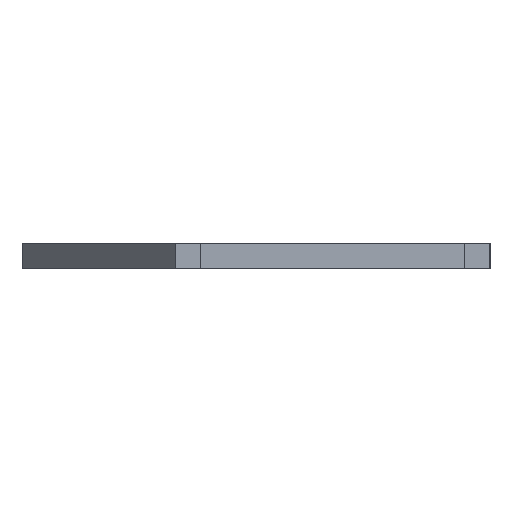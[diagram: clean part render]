
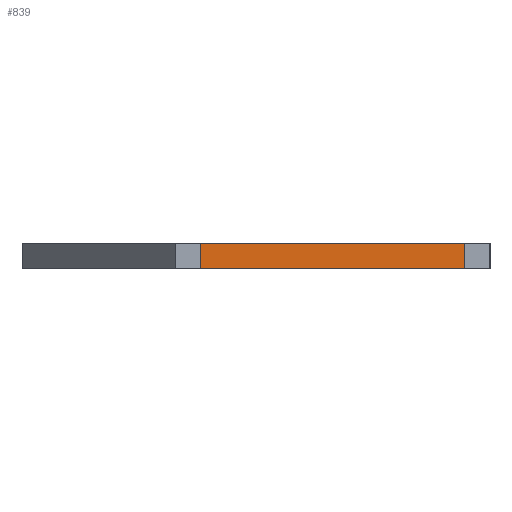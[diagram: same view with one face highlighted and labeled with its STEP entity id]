
A CAD part, left-side view. The second image highlights one B-rep face of the part: STEP entity #839.
In plain terms, the highlighted planar face has unit normal (-1, 0, 0).
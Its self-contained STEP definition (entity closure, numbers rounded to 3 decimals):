
#78=FACE_OUTER_BOUND('',#127,.T.);
#127=EDGE_LOOP('',(#615,#616,#617,#618));
#200=LINE('',#1233,#299);
#201=LINE('',#1236,#300);
#202=LINE('',#1238,#301);
#203=LINE('',#1239,#302);
#299=VECTOR('',#1016,2.);
#300=VECTOR('',#1019,21.);
#301=VECTOR('',#1020,21.);
#302=VECTOR('',#1021,2.);
#402=VERTEX_POINT('',#1229);
#403=VERTEX_POINT('',#1231);
#404=VERTEX_POINT('',#1235);
#405=VERTEX_POINT('',#1237);
#492=EDGE_CURVE('',#402,#403,#200,.T.);
#493=EDGE_CURVE('',#404,#402,#201,.T.);
#494=EDGE_CURVE('',#405,#403,#202,.T.);
#495=EDGE_CURVE('',#404,#405,#203,.T.);
#615=ORIENTED_EDGE('',*,*,#493,.T.);
#616=ORIENTED_EDGE('',*,*,#492,.T.);
#617=ORIENTED_EDGE('',*,*,#494,.F.);
#618=ORIENTED_EDGE('',*,*,#495,.F.);
#797=PLANE('',#897);
#839=ADVANCED_FACE('',(#78),#797,.T.);
#897=AXIS2_PLACEMENT_3D('',#1234,#1017,#1018);
#1016=DIRECTION('',(0.,0.,1.));
#1017=DIRECTION('center_axis',(-1.,0.,0.));
#1018=DIRECTION('ref_axis',(0.,-1.,0.));
#1019=DIRECTION('',(0.,-1.,0.));
#1020=DIRECTION('',(0.,-1.,0.));
#1021=DIRECTION('',(0.,0.,1.));
#1229=CARTESIAN_POINT('',(-3.605,-12.08,0.));
#1231=CARTESIAN_POINT('',(-3.605,-12.08,2.));
#1233=CARTESIAN_POINT('',(-3.605,-12.08,0.));
#1234=CARTESIAN_POINT('Origin',(-3.605,8.92,0.));
#1235=CARTESIAN_POINT('',(-3.605,8.92,0.));
#1236=CARTESIAN_POINT('',(-3.605,8.92,0.));
#1237=CARTESIAN_POINT('',(-3.605,8.92,2.));
#1238=CARTESIAN_POINT('',(-3.605,8.92,2.));
#1239=CARTESIAN_POINT('',(-3.605,8.92,0.));
